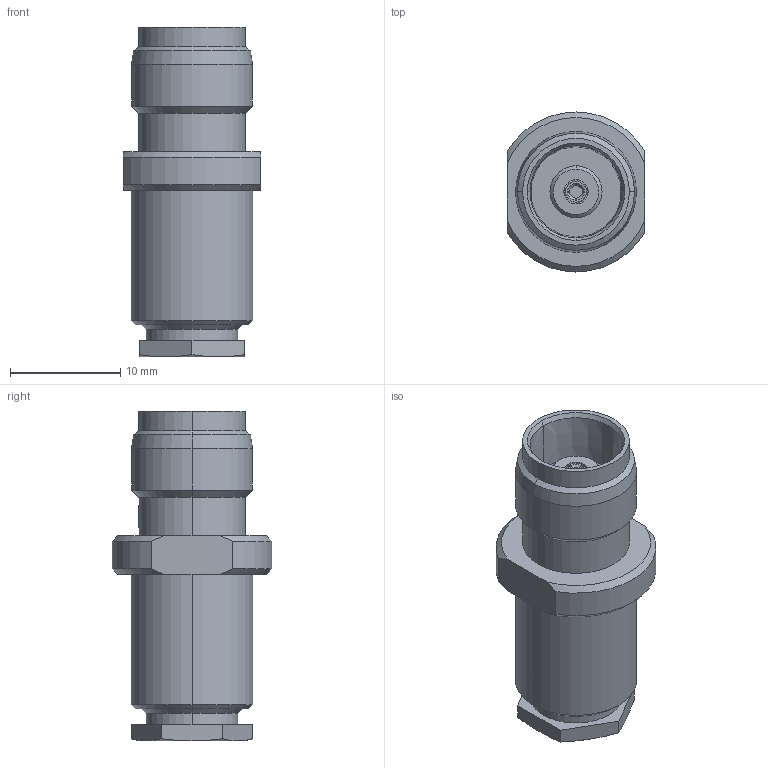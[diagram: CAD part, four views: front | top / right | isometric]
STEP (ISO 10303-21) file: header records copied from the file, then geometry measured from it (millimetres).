
FILE_DESCRIPTION (( 'STEP AP214' ), '1' );
FILE_NAME ('J01011A0014.STEP', '2018-11-21T09:24:27', ( '' ), ( '' ), 'SwSTEP 2.0', 'SolidWorks 2017', '' );
FILE_SCHEMA (( 'AUTOMOTIVE_DESIGN' ));
Length unit declared in the file: millimetre
Products named in the file (1): J01011A0014
Bounding box: 12.5 x 14.5 x 29.9 mm (x, y, z)
Volume: 2530.3 mm3; surface area: 1592.6 mm2
Topology: 1 solids, 1 shells, 120 faces, 278 edges, 176 vertices
Faces by surface type: plane 54, cylinder 32, cone 32, torus 2
Entity records: 4745 total; most frequent: CARTESIAN_POINT 759, ORIENTED_EDGE 556, DIRECTION 554, EDGE_CURVE 278, AXIS2_PLACEMENT_3D 215, VERTEX_POINT 176, EDGE_LOOP 136, LINE 124
